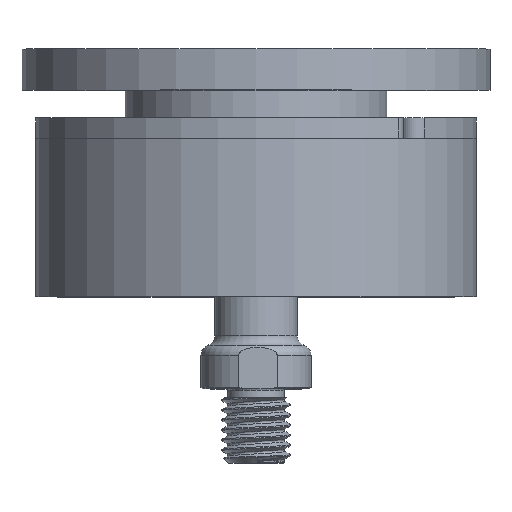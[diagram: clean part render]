
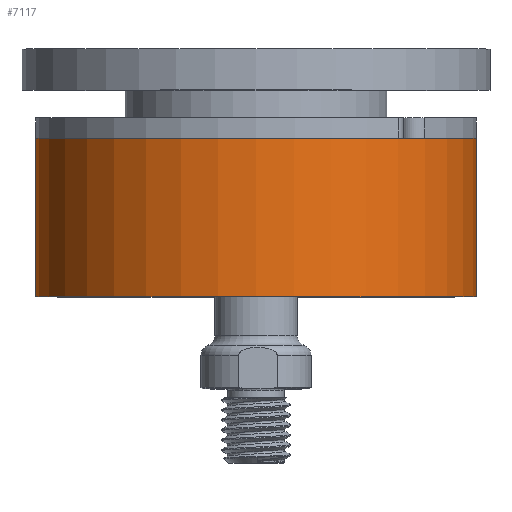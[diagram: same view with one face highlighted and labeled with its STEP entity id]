
A CAD part, top view. The second image highlights one B-rep face of the part: STEP entity #7117.
In plain terms, the highlighted cylindrical face has radius 50.8 mm (diameter 101.6 mm), a full revolution.
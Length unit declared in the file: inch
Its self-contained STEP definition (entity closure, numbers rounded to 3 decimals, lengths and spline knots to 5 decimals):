
#1506=CYLINDRICAL_SURFACE('',#7459,2.);
#1593=FACE_BOUND('',#2384,.T.);
#1915=FACE_OUTER_BOUND('',#2383,.T.);
#2383=EDGE_LOOP('',(#5679));
#2384=EDGE_LOOP('',(#5680));
#2607=CIRCLE('',#7428,2.);
#2621=CIRCLE('',#7460,2.);
#3186=VERTEX_POINT('',#12109);
#3200=VERTEX_POINT('',#12155);
#4046=EDGE_CURVE('',#3186,#3186,#2607,.T.);
#4060=EDGE_CURVE('',#3200,#3200,#2621,.T.);
#5679=ORIENTED_EDGE('',*,*,#4046,.T.);
#5680=ORIENTED_EDGE('',*,*,#4060,.F.);
#7117=ADVANCED_FACE('',(#1915,#1593),#1506,.T.);
#7428=AXIS2_PLACEMENT_3D('',#12110,#8359,#8360);
#7459=AXIS2_PLACEMENT_3D('',#12154,#8421,#8422);
#7460=AXIS2_PLACEMENT_3D('',#12156,#8423,#8424);
#8359=DIRECTION('center_axis',(0.,1.,0.));
#8360=DIRECTION('ref_axis',(-1.,0.,0.));
#8421=DIRECTION('center_axis',(0.,1.,0.));
#8422=DIRECTION('ref_axis',(1.,0.,0.));
#8423=DIRECTION('center_axis',(0.,1.,0.));
#8424=DIRECTION('ref_axis',(-1.,0.,0.));
#12109=CARTESIAN_POINT('',(2.,-2.0455,0.));
#12110=CARTESIAN_POINT('Origin',(0.,-2.0455,
0.));
#12154=CARTESIAN_POINT('Origin',(0.,-1.32675,
0.));
#12155=CARTESIAN_POINT('',(2.,-0.608,0.));
#12156=CARTESIAN_POINT('Origin',(0.,-0.608,
0.));
